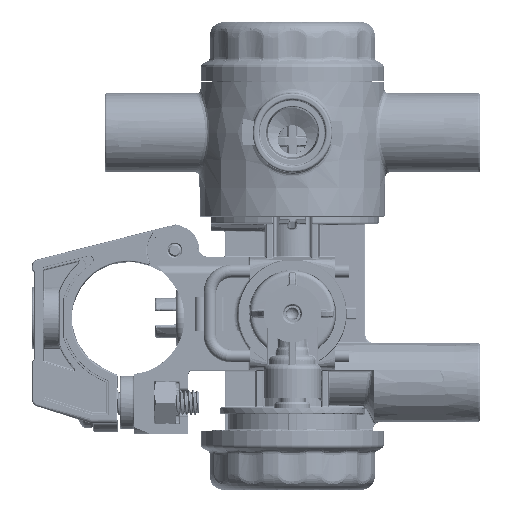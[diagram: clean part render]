
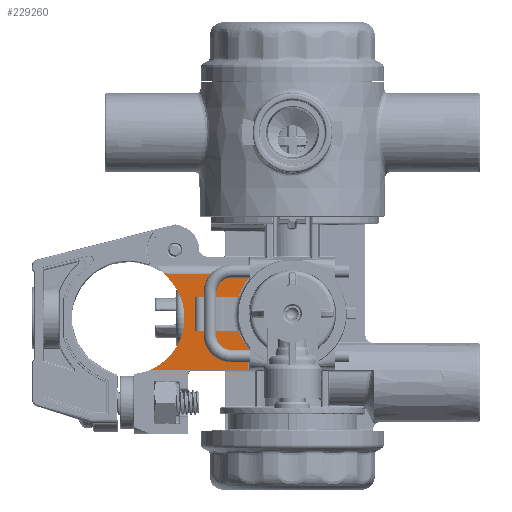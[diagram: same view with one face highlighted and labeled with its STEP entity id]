
A CAD part, left-side view. The second image highlights one B-rep face of the part: STEP entity #229260.
In plain terms, the highlighted planar face has unit normal (-1, 0.009, 0).
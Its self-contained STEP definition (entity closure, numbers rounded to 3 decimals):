
#49708 = FACE_OUTER_BOUND ( 'NONE', #105848, .T. ) ;
#68926 = CARTESIAN_POINT ( 'NONE',  ( -11.996, 10.496, -12.345 ) ) ;
#69192 = VERTEX_POINT ( 'NONE', #228334 ) ;
#69565 = VERTEX_POINT ( 'NONE', #68926 ) ;
#74519 = CARTESIAN_POINT ( 'NONE',  ( -11.836, 28.84, 8.846 ) ) ;
#74524 = DIRECTION ( 'NONE',  ( -0.006, -0.653, -0.757 ) ) ;
#85289 = CARTESIAN_POINT ( 'NONE',  ( -11.996, 10.496, 14.45 ) ) ;
#85291 = CARTESIAN_POINT ( 'NONE',  ( -11.961, 14.453, 4.204 ) ) ;
#85297 = CARTESIAN_POINT ( 'NONE',  ( -11.961, 14.453, -2.204 ) ) ;
#85300 = CARTESIAN_POINT ( 'NONE',  ( -12., 10., 14.45 ) ) ;
#85301 = DIRECTION ( 'NONE',  ( 0., 0., 1. ) ) ;
#85306 = CARTESIAN_POINT ( 'NONE',  ( -11.996, 10.496, -7.245 ) ) ;
#85309 = CARTESIAN_POINT ( 'NONE',  ( -11.996, 10.496, 9.245 ) ) ;
#85310 = PLANE ( 'NONE',  #109566 ) ;
#85313 = DIRECTION ( 'NONE',  ( -1., 0.009, 0. ) ) ;
#85315 = DIRECTION ( 'NONE',  ( -0.009, -1., 0. ) ) ;
#85389 = CARTESIAN_POINT ( 'NONE',  ( -12., 10.036, 10.336 ) ) ;
#85392 = DIRECTION ( 'NONE',  ( 0.009, 1., 0.009 ) ) ;
#85654 = CARTESIAN_POINT ( 'NONE',  ( -11.996, 10.496, 14.45 ) ) ;
#85657 = DIRECTION ( 'NONE',  ( 0., 0., 1. ) ) ;
#92321 = EDGE_CURVE ( 'NONE', #182984, #69192, #167402, .T. ) ;
#105848 = EDGE_LOOP ( 'NONE', ( #188719, #188717, #188749, #188747, #188745, #188743, #188740 ) ) ;
#109566 = AXIS2_PLACEMENT_3D ( 'NONE', #85300, #85313, #85315 ) ;
#115222 =( BOUNDED_CURVE ( )  B_SPLINE_CURVE ( 3, ( #85306, #85297, #85291, #85309 ),
 .UNSPECIFIED., .F., .T. ) 
 B_SPLINE_CURVE_WITH_KNOTS ( ( 4, 4 ),
 ( 2.476, 3.807 ),
 .UNSPECIFIED. ) 
 CURVE ( )  GEOMETRIC_REPRESENTATION_ITEM ( )  RATIONAL_B_SPLINE_CURVE ( ( 1., 0.858, 0.858, 1. ) ) 
 REPRESENTATION_ITEM ( '' )  );
#135837 = EDGE_CURVE ( 'NONE', #69565, #184063, #154916, .T. ) ;
#135838 = EDGE_CURVE ( 'NONE', #184063, #184075, #115222, .T. ) ;
#135851 = EDGE_CURVE ( 'NONE', #184077, #182994, #154975, .T. ) ;
#135865 = EDGE_CURVE ( 'NONE', #184075, #184077, #155010, .T. ) ;
#136488 = EDGE_CURVE ( 'NONE', #69192, #69565, #198291, .T. ) ;
#154916 = LINE ( 'NONE', #85289, #154923 ) ;
#154923 = VECTOR ( 'NONE', #85301, 1000. ) ;
#154975 = LINE ( 'NONE', #85389, #154981 ) ;
#154981 = VECTOR ( 'NONE', #85392, 1000. ) ;
#155010 = LINE ( 'NONE', #85654, #155017 ) ;
#155017 = VECTOR ( 'NONE', #85657, 1000. ) ;
#167380 = DIRECTION ( 'NONE',  ( -0.009, -1., 0. ) ) ;
#167382 = CARTESIAN_POINT ( 'NONE',  ( -12.086, 0.105, -12.345 ) ) ;
#167402 =( BOUNDED_CURVE ( )  B_SPLINE_CURVE ( 3, ( #221936, #221933, #221953, #221955 ),
 .UNSPECIFIED., .F., .T. ) 
 B_SPLINE_CURVE_WITH_KNOTS ( ( 4, 4 ),
 ( 5.571, 7.466 ),
 .UNSPECIFIED. ) 
 CURVE ( )  GEOMETRIC_REPRESENTATION_ITEM ( )  RATIONAL_B_SPLINE_CURVE ( ( 1., 0.723, 0.723, 1. ) ) 
 REPRESENTATION_ITEM ( '' )  );
#167703 = LINE ( 'NONE', #74519, #167745 ) ;
#167745 = VECTOR ( 'NONE', #74524, 1000. ) ;
#182984 = VERTEX_POINT ( 'NONE', #195970 ) ;
#182994 = VERTEX_POINT ( 'NONE', #195976 ) ;
#184063 = VERTEX_POINT ( 'NONE', #196888 ) ;
#184075 = VERTEX_POINT ( 'NONE', #196900 ) ;
#184077 = VERTEX_POINT ( 'NONE', #196902 ) ;
#188717 = ORIENTED_EDGE ( 'NONE', *, *, #135837, .T. ) ;
#188719 = ORIENTED_EDGE ( 'NONE', *, *, #136488, .T. ) ;
#188740 = ORIENTED_EDGE ( 'NONE', *, *, #92321, .T. ) ;
#188743 = ORIENTED_EDGE ( 'NONE', *, *, #206569, .T. ) ;
#188745 = ORIENTED_EDGE ( 'NONE', *, *, #135851, .T. ) ;
#188747 = ORIENTED_EDGE ( 'NONE', *, *, #135865, .T. ) ;
#188749 = ORIENTED_EDGE ( 'NONE', *, *, #135838, .T. ) ;
#195970 = CARTESIAN_POINT ( 'NONE',  ( -11.837, 28.725, 8.713 ) ) ;
#195976 = CARTESIAN_POINT ( 'NONE',  ( -11.823, 30.277, 10.513 ) ) ;
#196888 = CARTESIAN_POINT ( 'NONE',  ( -11.996, 10.496, -7.245 ) ) ;
#196900 = CARTESIAN_POINT ( 'NONE',  ( -11.996, 10.496, 9.245 ) ) ;
#196902 = CARTESIAN_POINT ( 'NONE',  ( -11.996, 10.496, 10.34 ) ) ;
#198291 = LINE ( 'NONE', #167382, #198296 ) ;
#198296 = VECTOR ( 'NONE', #167380, 1000. ) ;
#206569 = EDGE_CURVE ( 'NONE', #182994, #182984, #167703, .T. ) ;
#221933 = CARTESIAN_POINT ( 'NONE',  ( -11.894, 22.2, 1.149 ) ) ;
#221936 = CARTESIAN_POINT ( 'NONE',  ( -11.837, 28.725, 8.713 ) ) ;
#221953 = CARTESIAN_POINT ( 'NONE',  ( -11.873, 24.53, -8.565 ) ) ;
#221955 = CARTESIAN_POINT ( 'NONE',  ( -11.793, 33.776, -12.347 ) ) ;
#228334 = CARTESIAN_POINT ( 'NONE',  ( -11.793, 33.776, -12.347 ) ) ;
#229260 = ADVANCED_FACE ( 'NONE', ( #49708 ), #85310, .T. ) ;
